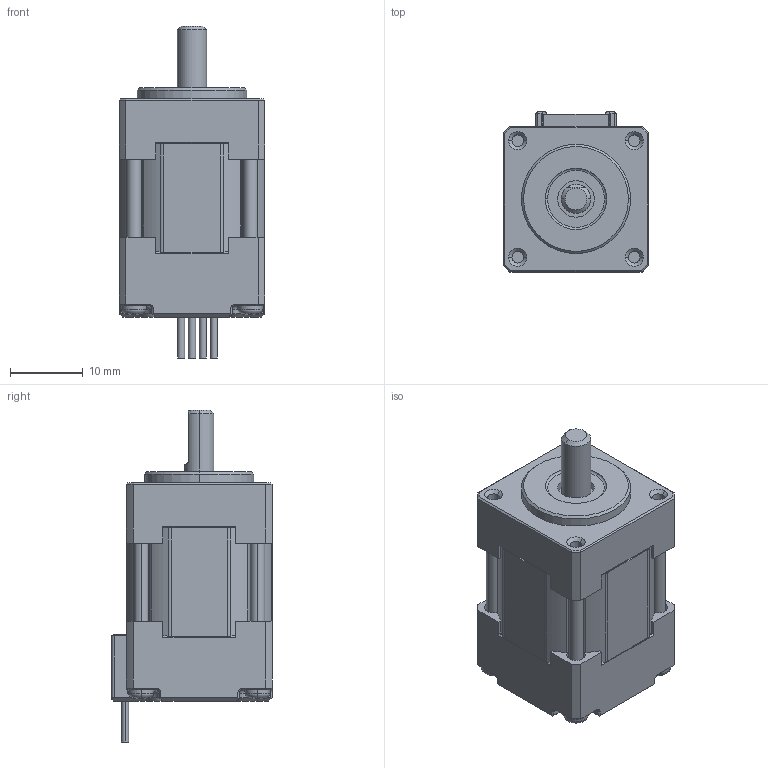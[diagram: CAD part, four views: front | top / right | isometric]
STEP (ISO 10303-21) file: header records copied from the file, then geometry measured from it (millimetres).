
FILE_DESCRIPTION(('Creo Elements/Direct Modeling STEP Export'),'2;1');
FILE_NAME('TS3692N101.stp','2014-07-05T14:44:01',(''),(''),'Creo Elements/Direct Modeling STEP processor for AP214 (Solid Model)','Creo Elements/Direct Modeling 17.0F 20-Aug-2012 (C) Parametric Technology GmbH','');
FILE_SCHEMA(('AUTOMOTIVE_DESIGN { 1 0 10303 214 1 1 1 1 }'));
Length unit declared in the file: millimetre
Products named in the file (1): Skin_Group1
Bounding box: 20 x 22 x 45.6 mm (x, y, z)
Volume: 11821.7 mm3; surface area: 4116.9 mm2
Topology: 1 solids, 1 shells, 420 faces, 1111 edges, 703 vertices
Faces by surface type: plane 210, cylinder 141, cone 47, torus 14, sphere 8
Entity records: 16366 total; most frequent: CARTESIAN_POINT 2576, ORIENTED_EDGE 2222, DIRECTION 2204, EDGE_CURVE 1111, AXIS2_PLACEMENT_3D 796, VERTEX_POINT 703, VECTOR 612, LINE 612
